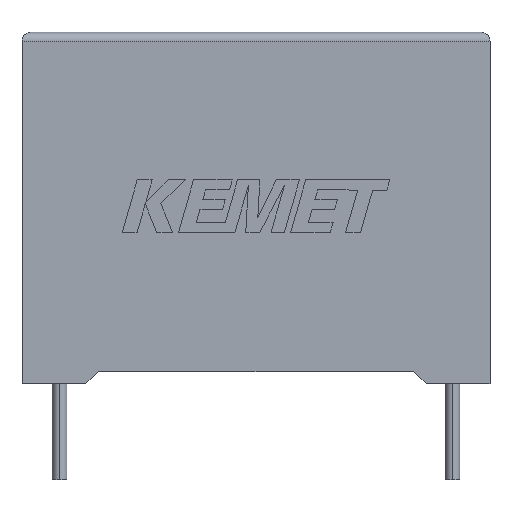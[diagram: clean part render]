
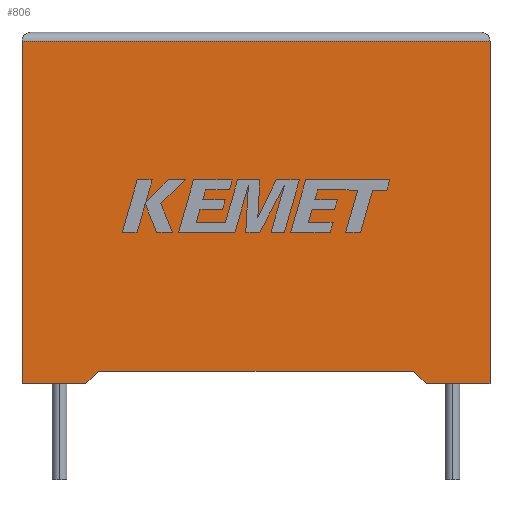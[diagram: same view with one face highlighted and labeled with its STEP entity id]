
A CAD part, top view. The second image highlights one B-rep face of the part: STEP entity #806.
In plain terms, the highlighted planar face has unit normal (0, 0, 1).
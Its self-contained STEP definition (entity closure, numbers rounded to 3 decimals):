
#1 = CARTESIAN_POINT ( 'NONE',  ( 0., 19.6, 11.2 ) ) ;
#18 = EDGE_CURVE ( 'NONE', #1897, #2060, #3000, .T. ) ;
#146 = VERTEX_POINT ( 'NONE', #3042 ) ;
#151 = VECTOR ( 'NONE', #636, 1000. ) ;
#215 = CARTESIAN_POINT ( 'NONE',  ( 4.394, 0.693, 11.2 ) ) ;
#294 = CARTESIAN_POINT ( 'NONE',  ( 0., 19.6, 11.2 ) ) ;
#312 = VECTOR ( 'NONE', #349, 1000. ) ;
#335 = LINE ( 'NONE', #2943, #312 ) ;
#349 = DIRECTION ( 'NONE',  ( 0., 1., 0. ) ) ;
#364 = VECTOR ( 'NONE', #516, 1000. ) ;
#385 = LINE ( 'NONE', #1792, #1432 ) ;
#397 = PLANE ( 'NONE',  #1096 ) ;
#431 = CARTESIAN_POINT ( 'NONE',  ( 23.15, 0., 11.2 ) ) ;
#450 = ORIENTED_EDGE ( 'NONE', *, *, #2893, .T. ) ;
#488 = ORIENTED_EDGE ( 'NONE', *, *, #737, .T. ) ;
#492 = EDGE_CURVE ( 'NONE', #2356, #845, #1133, .T. ) ;
#516 = DIRECTION ( 'NONE',  ( -1., 0., 0. ) ) ;
#539 = ORIENTED_EDGE ( 'NONE', *, *, #1490, .F. ) ;
#636 = DIRECTION ( 'NONE',  ( -0.732, -0.681, 0. ) ) ;
#638 = LINE ( 'NONE', #1153, #1047 ) ;
#737 = EDGE_CURVE ( 'NONE', #1161, #146, #2482, .T. ) ;
#763 = CARTESIAN_POINT ( 'NONE',  ( 0., 0., 11.2 ) ) ;
#806 = ADVANCED_FACE ( 'NONE', ( #2325 ), #397, .F. ) ;
#845 = VERTEX_POINT ( 'NONE', #1440 ) ;
#903 = EDGE_CURVE ( 'NONE', #2507, #1897, #1668, .T. ) ;
#923 = EDGE_LOOP ( 'NONE', ( #2106, #1184, #2117, #450, #2289, #539, #2707, #488 ) ) ;
#1003 = CARTESIAN_POINT ( 'NONE',  ( 22.406, 0.693, 11.2 ) ) ;
#1017 = DIRECTION ( 'NONE',  ( 1., 0., 0. ) ) ;
#1040 = VECTOR ( 'NONE', #1017, 1000. ) ;
#1047 = VECTOR ( 'NONE', #1134, 1000. ) ;
#1082 = CARTESIAN_POINT ( 'NONE',  ( 0., 0., 11.2 ) ) ;
#1090 = EDGE_CURVE ( 'NONE', #1275, #1161, #638, .T. ) ;
#1096 = AXIS2_PLACEMENT_3D ( 'NONE', #2277, #2533, #1769 ) ;
#1133 = LINE ( 'NONE', #3001, #151 ) ;
#1134 = DIRECTION ( 'NONE',  ( 0.732, -0.681, 0. ) ) ;
#1153 = CARTESIAN_POINT ( 'NONE',  ( 23.15, 0., 11.2 ) ) ;
#1161 = VERTEX_POINT ( 'NONE', #431 ) ;
#1184 = ORIENTED_EDGE ( 'NONE', *, *, #903, .T. ) ;
#1275 = VERTEX_POINT ( 'NONE', #1003 ) ;
#1298 = DIRECTION ( 'NONE',  ( -1., 0., 0. ) ) ;
#1374 = VECTOR ( 'NONE', #2967, 1000. ) ;
#1432 = VECTOR ( 'NONE', #1298, 1000. ) ;
#1440 = CARTESIAN_POINT ( 'NONE',  ( 3.65, 0., 11.2 ) ) ;
#1490 = EDGE_CURVE ( 'NONE', #1275, #2356, #385, .T. ) ;
#1668 = LINE ( 'NONE', #1, #364 ) ;
#1715 = DIRECTION ( 'NONE',  ( 1., 0., 0. ) ) ;
#1769 = DIRECTION ( 'NONE',  ( -1., 0., 0. ) ) ;
#1790 = VECTOR ( 'NONE', #1715, 1000. ) ;
#1792 = CARTESIAN_POINT ( 'NONE',  ( 13.4, 0.693, 11.2 ) ) ;
#1897 = VERTEX_POINT ( 'NONE', #294 ) ;
#2060 = VERTEX_POINT ( 'NONE', #763 ) ;
#2106 = ORIENTED_EDGE ( 'NONE', *, *, #2639, .T. ) ;
#2117 = ORIENTED_EDGE ( 'NONE', *, *, #18, .T. ) ;
#2149 = LINE ( 'NONE', #2910, #1790 ) ;
#2277 = CARTESIAN_POINT ( 'NONE',  ( 0., 0., 11.2 ) ) ;
#2289 = ORIENTED_EDGE ( 'NONE', *, *, #492, .F. ) ;
#2325 = FACE_OUTER_BOUND ( 'NONE', #923, .T. ) ;
#2356 = VERTEX_POINT ( 'NONE', #215 ) ;
#2466 = CARTESIAN_POINT ( 'NONE',  ( 0., 0., 11.2 ) ) ;
#2482 = LINE ( 'NONE', #2466, #1040 ) ;
#2507 = VERTEX_POINT ( 'NONE', #2755 ) ;
#2533 = DIRECTION ( 'NONE',  ( 0., 0., -1. ) ) ;
#2639 = EDGE_CURVE ( 'NONE', #146, #2507, #335, .T. ) ;
#2707 = ORIENTED_EDGE ( 'NONE', *, *, #1090, .T. ) ;
#2755 = CARTESIAN_POINT ( 'NONE',  ( 26.8, 19.6, 11.2 ) ) ;
#2893 = EDGE_CURVE ( 'NONE', #2060, #845, #2149, .T. ) ;
#2910 = CARTESIAN_POINT ( 'NONE',  ( 0., 0., 11.2 ) ) ;
#2943 = CARTESIAN_POINT ( 'NONE',  ( 26.8, 0., 11.2 ) ) ;
#2967 = DIRECTION ( 'NONE',  ( 0., -1., 0. ) ) ;
#3000 = LINE ( 'NONE', #1082, #1374 ) ;
#3001 = CARTESIAN_POINT ( 'NONE',  ( 3.65, 0., 11.2 ) ) ;
#3042 = CARTESIAN_POINT ( 'NONE',  ( 26.8, 0., 11.2 ) ) ;
